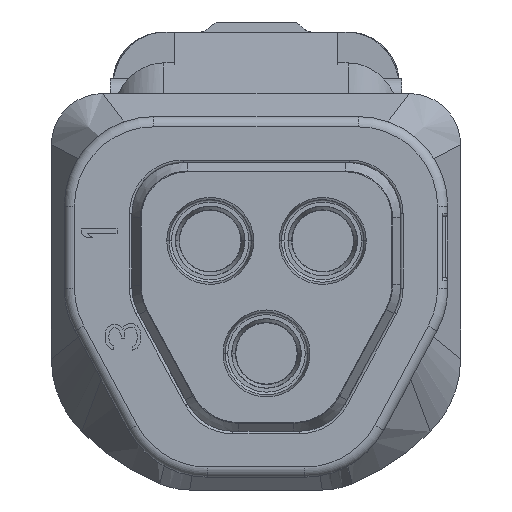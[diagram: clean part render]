
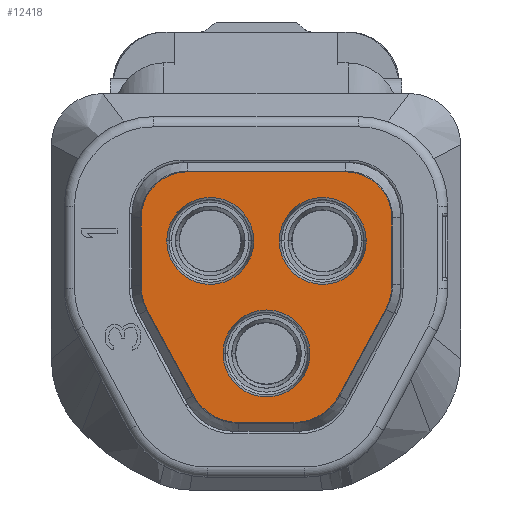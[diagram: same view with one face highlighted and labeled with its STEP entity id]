
A CAD part, front view. The second image highlights one B-rep face of the part: STEP entity #12418.
In plain terms, the highlighted planar face has unit normal (0, -1, 0).
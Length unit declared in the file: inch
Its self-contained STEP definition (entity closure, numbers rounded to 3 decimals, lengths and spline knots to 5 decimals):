
#1216=CARTESIAN_POINT('',(-10.99617,-2.07278,
2.19449));
#1217=DIRECTION('',(0.,1.,0.));
#1218=DIRECTION('',(1.,0.,0.));
#1219=AXIS2_PLACEMENT_3D('',#1216,#1217,#1218);
#1221=CARTESIAN_POINT('',(-10.99617,-2.07278,
2.19449));
#1222=DIRECTION('',(0.,1.,0.));
#1223=DIRECTION('',(-1.,0.,0.));
#1224=AXIS2_PLACEMENT_3D('',#1221,#1222,#1223);
#1226=CARTESIAN_POINT('',(-10.90956,-2.07278,
2.19449));
#1227=DIRECTION('',(0.,1.,0.));
#1228=DIRECTION('',(1.,0.,0.));
#1229=AXIS2_PLACEMENT_3D('',#1226,#1227,#1228);
#1231=CARTESIAN_POINT('',(-10.90956,-2.07278,
2.19449));
#1232=DIRECTION('',(0.,1.,0.));
#1233=DIRECTION('',(-1.,0.,0.));
#1234=AXIS2_PLACEMENT_3D('',#1231,#1232,#1233);
#1236=CARTESIAN_POINT('',(-10.95287,-2.07278,
2.10787));
#1237=DIRECTION('',(0.,1.,0.));
#1238=DIRECTION('',(1.,0.,0.));
#1239=AXIS2_PLACEMENT_3D('',#1236,#1237,#1238);
#1241=CARTESIAN_POINT('',(-10.95287,-2.07278,
2.10787));
#1242=DIRECTION('',(0.,1.,0.));
#1243=DIRECTION('',(-1.,0.,0.));
#1244=AXIS2_PLACEMENT_3D('',#1241,#1242,#1243);
#1246=DIRECTION('',(0.,0.,-1.));
#1247=VECTOR('',#1246,0.05149);
#1248=CARTESIAN_POINT('',(-10.85641,-2.07278,
2.2122));
#1249=LINE('',#1248,#1247);
#1250=CARTESIAN_POINT('',(-10.89578,-2.07278,
2.16071));
#1251=DIRECTION('',(0.,-1.,0.));
#1252=DIRECTION('',(0.88,0.,-0.475));
#1253=AXIS2_PLACEMENT_3D('',#1250,#1251,#1252);
#1255=DIRECTION('',(0.475,0.,0.88));
#1256=VECTOR('',#1255,0.07572);
#1257=CARTESIAN_POINT('',(-10.89713,-2.07278,
2.07538));
#1258=LINE('',#1257,#1256);
#1259=CARTESIAN_POINT('',(-10.93177,-2.07278,
2.09409));
#1260=DIRECTION('',(0.,-1.,0.));
#1261=DIRECTION('',(0.,0.,-1.));
#1262=AXIS2_PLACEMENT_3D('',#1259,#1260,#1261);
#1264=DIRECTION('',(-1.,0.,0.));
#1265=VECTOR('',#1264,0.04259);
#1266=CARTESIAN_POINT('',(-10.93177,-2.07278,
2.05472));
#1267=LINE('',#1266,#1265);
#1268=CARTESIAN_POINT('',(-10.97436,-2.07278,
2.09409));
#1269=DIRECTION('',(0.,-1.,0.));
#1270=DIRECTION('',(-0.88,0.,-0.475));
#1271=AXIS2_PLACEMENT_3D('',#1268,#1269,#1270);
#1273=DIRECTION('',(-0.475,0.,0.88));
#1274=VECTOR('',#1273,0.07489);
#1275=CARTESIAN_POINT('',(-11.009,-2.07278,
2.07538));
#1276=LINE('',#1275,#1274);
#1277=CARTESIAN_POINT('',(-11.00995,-2.07278,
2.15998));
#1278=DIRECTION('',(0.,-1.,0.));
#1279=DIRECTION('',(-1.,0.,0.));
#1280=AXIS2_PLACEMENT_3D('',#1277,#1278,#1279);
#1282=DIRECTION('',(0.,0.,1.));
#1283=VECTOR('',#1282,0.05222);
#1284=CARTESIAN_POINT('',(-11.04932,-2.07278,
2.15998));
#1285=LINE('',#1284,#1283);
#1286=CARTESIAN_POINT('',(-11.01389,-2.07278,
2.2122));
#1287=DIRECTION('',(0.,1.,0.));
#1288=DIRECTION('',(-1.,0.,0.));
#1289=AXIS2_PLACEMENT_3D('',#1286,#1287,#1288);
#1291=DIRECTION('',(1.,0.,0.));
#1292=VECTOR('',#1291,0.12205);
#1293=CARTESIAN_POINT('',(-11.01389,-2.07278,
2.24764));
#1294=LINE('',#1293,#1292);
#1295=CARTESIAN_POINT('',(-10.89184,-2.07278,
2.2122));
#1296=DIRECTION('',(0.,1.,0.));
#1297=DIRECTION('',(0.,0.,1.));
#1298=AXIS2_PLACEMENT_3D('',#1295,#1296,#1297);
#8995=CARTESIAN_POINT('',(-11.01389,-2.07278,
2.24764));
#8996=CARTESIAN_POINT('',(-10.89184,-2.07278,
2.24764));
#8997=VERTEX_POINT('',#8995);
#8998=VERTEX_POINT('',#8996);
#8999=CARTESIAN_POINT('',(-10.85641,-2.07278,
2.2122));
#9000=VERTEX_POINT('',#8999);
#9001=CARTESIAN_POINT('',(-11.04932,-2.07278,
2.2122));
#9002=VERTEX_POINT('',#9001);
#9179=CARTESIAN_POINT('',(-10.96271,-2.07278,
2.19449));
#9180=CARTESIAN_POINT('',(-11.02964,-2.07278,
2.19449));
#9181=VERTEX_POINT('',#9179);
#9182=VERTEX_POINT('',#9180);
#9183=CARTESIAN_POINT('',(-10.8761,-2.07278,
2.19449));
#9184=CARTESIAN_POINT('',(-10.94302,-2.07278,
2.19449));
#9185=VERTEX_POINT('',#9183);
#9186=VERTEX_POINT('',#9184);
#9299=CARTESIAN_POINT('',(-10.9194,-2.07278,
2.10787));
#9300=CARTESIAN_POINT('',(-10.98633,-2.07278,
2.10787));
#9301=VERTEX_POINT('',#9299);
#9302=VERTEX_POINT('',#9300);
#9337=CARTESIAN_POINT('',(-10.85641,-2.07278,
2.16071));
#9338=VERTEX_POINT('',#9337);
#9339=CARTESIAN_POINT('',(-10.93177,-2.07278,
2.05472));
#9340=CARTESIAN_POINT('',(-10.97436,-2.07278,
2.05472));
#9341=VERTEX_POINT('',#9339);
#9342=VERTEX_POINT('',#9340);
#9343=CARTESIAN_POINT('',(-11.04932,-2.07278,
2.15998));
#9344=VERTEX_POINT('',#9343);
#9359=CARTESIAN_POINT('',(-11.04459,-2.07278,
2.14127));
#9360=VERTEX_POINT('',#9359);
#9361=CARTESIAN_POINT('',(-11.009,-2.07278,
2.07538));
#9362=VERTEX_POINT('',#9361);
#9363=CARTESIAN_POINT('',(-10.89713,-2.07278,
2.07538));
#9364=VERTEX_POINT('',#9363);
#9365=CARTESIAN_POINT('',(-10.86114,-2.07278,
2.142));
#9366=VERTEX_POINT('',#9365);
#12371=CARTESIAN_POINT('',(-11.0631,-2.07278,
2.26142));
#12372=DIRECTION('',(0.,-1.,0.));
#12373=DIRECTION('',(0.,0.,-1.));
#12374=AXIS2_PLACEMENT_3D('',#12371,#12372,#12373);
#12375=PLANE('',#12374);
#12377=ORIENTED_EDGE('',*,*,#12376,.T.);
#12379=ORIENTED_EDGE('',*,*,#12378,.F.);
#12381=ORIENTED_EDGE('',*,*,#12380,.F.);
#12383=ORIENTED_EDGE('',*,*,#12382,.F.);
#12385=ORIENTED_EDGE('',*,*,#12384,.T.);
#12387=ORIENTED_EDGE('',*,*,#12386,.F.);
#12389=ORIENTED_EDGE('',*,*,#12388,.T.);
#12391=ORIENTED_EDGE('',*,*,#12390,.F.);
#12393=ORIENTED_EDGE('',*,*,#12392,.T.);
#12395=ORIENTED_EDGE('',*,*,#12394,.T.);
#12397=ORIENTED_EDGE('',*,*,#12396,.T.);
#12399=ORIENTED_EDGE('',*,*,#12398,.T.);
#12400=EDGE_LOOP('',(#12377,#12379,#12381,#12383,#12385,#12387,#12389,#12391,
#12393,#12395,#12397,#12399));
#12401=FACE_OUTER_BOUND('',#12400,.F.);
#12403=ORIENTED_EDGE('',*,*,#12402,.F.);
#12405=ORIENTED_EDGE('',*,*,#12404,.F.);
#12406=EDGE_LOOP('',(#12403,#12405));
#12407=FACE_BOUND('',#12406,.F.);
#12409=ORIENTED_EDGE('',*,*,#12408,.F.);
#12411=ORIENTED_EDGE('',*,*,#12410,.F.);
#12412=EDGE_LOOP('',(#12409,#12411));
#12413=FACE_BOUND('',#12412,.F.);
#12414=ORIENTED_EDGE('',*,*,#12358,.F.);
#12415=ORIENTED_EDGE('',*,*,#12337,.F.);
#12416=EDGE_LOOP('',(#12414,#12415));
#12417=FACE_BOUND('',#12416,.F.);
#12418=ADVANCED_FACE('',(#12401,#12407,#12413,#12417),#12375,.T.);
#1220=CIRCLE('',#1219,0.03346);
#1225=CIRCLE('',#1224,0.03346);
#1230=CIRCLE('',#1229,0.03346);
#1235=CIRCLE('',#1234,0.03346);
#1240=CIRCLE('',#1239,0.03346);
#1245=CIRCLE('',#1244,0.03346);
#1254=CIRCLE('',#1253,0.03937);
#1263=CIRCLE('',#1262,0.03937);
#1272=CIRCLE('',#1271,0.03937);
#1281=CIRCLE('',#1280,0.03937);
#1290=CIRCLE('',#1289,0.03543);
#1299=CIRCLE('',#1298,0.03543);
#12337=EDGE_CURVE('',#9182,#9181,#1225,.T.);
#12358=EDGE_CURVE('',#9181,#9182,#1220,.T.);
#12376=EDGE_CURVE('',#9000,#9338,#1249,.T.);
#12378=EDGE_CURVE('',#9366,#9338,#1254,.T.);
#12380=EDGE_CURVE('',#9364,#9366,#1258,.T.);
#12382=EDGE_CURVE('',#9341,#9364,#1263,.T.);
#12384=EDGE_CURVE('',#9341,#9342,#1267,.T.);
#12386=EDGE_CURVE('',#9362,#9342,#1272,.T.);
#12388=EDGE_CURVE('',#9362,#9360,#1276,.T.);
#12390=EDGE_CURVE('',#9344,#9360,#1281,.T.);
#12392=EDGE_CURVE('',#9344,#9002,#1285,.T.);
#12394=EDGE_CURVE('',#9002,#8997,#1290,.T.);
#12396=EDGE_CURVE('',#8997,#8998,#1294,.T.);
#12398=EDGE_CURVE('',#8998,#9000,#1299,.T.);
#12402=EDGE_CURVE('',#9185,#9186,#1230,.T.);
#12404=EDGE_CURVE('',#9186,#9185,#1235,.T.);
#12408=EDGE_CURVE('',#9301,#9302,#1240,.T.);
#12410=EDGE_CURVE('',#9302,#9301,#1245,.T.);
